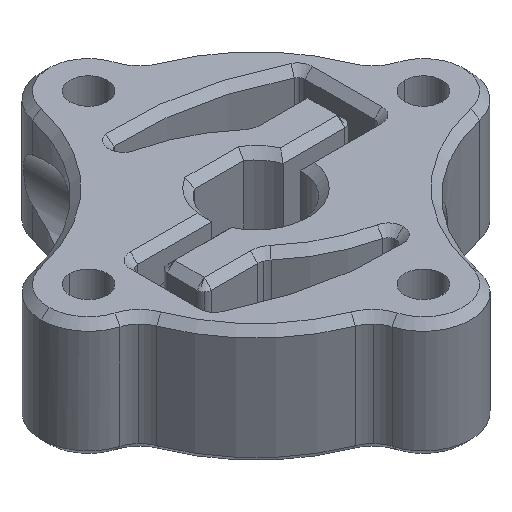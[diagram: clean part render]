
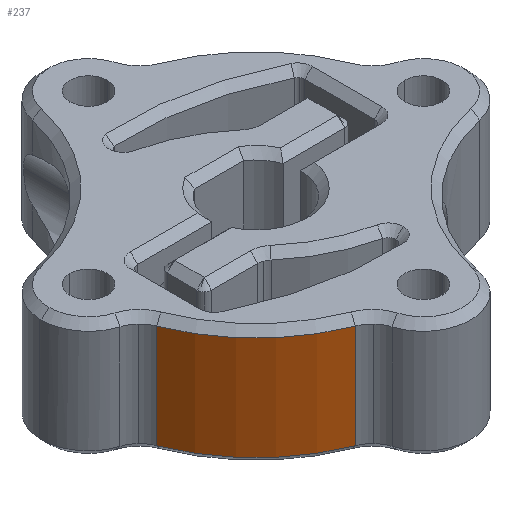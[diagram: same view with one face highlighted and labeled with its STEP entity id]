
A CAD part, isometric view. The second image highlights one B-rep face of the part: STEP entity #237.
In plain terms, the highlighted cylindrical face has radius 11.754 mm (diameter 23.508 mm), a partial arc.
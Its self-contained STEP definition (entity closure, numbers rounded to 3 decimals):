
#237 = ADVANCED_FACE ( 'NONE', ( #4020 ), #728, .T. ) ;
#247 = DIRECTION ( 'NONE',  ( 0., 0., -1. ) ) ;
#433 = DIRECTION ( 'NONE',  ( 0., 0., 1. ) ) ;
#436 = VERTEX_POINT ( 'NONE', #2178 ) ;
#728 = CYLINDRICAL_SURFACE ( 'NONE', #973, 11.754 ) ;
#799 = DIRECTION ( 'NONE',  ( 1., 0., 0. ) ) ;
#854 = AXIS2_PLACEMENT_3D ( 'NONE', #5069, #4237, #1963 ) ;
#973 = AXIS2_PLACEMENT_3D ( 'NONE', #5133, #1150, #5157 ) ;
#989 = CARTESIAN_POINT ( 'NONE',  ( -4.239, -10.963, 0.5 ) ) ;
#1010 = LINE ( 'NONE', #3830, #4476 ) ;
#1150 = DIRECTION ( 'NONE',  ( 0., 0., -1. ) ) ;
#1252 = AXIS2_PLACEMENT_3D ( 'NONE', #4399, #2438, #799 ) ;
#1443 = ORIENTED_EDGE ( 'NONE', *, *, #2978, .T. ) ;
#1927 = CIRCLE ( 'NONE', #854, 11.754 ) ;
#1963 = DIRECTION ( 'NONE',  ( 1., 0., 0. ) ) ;
#2178 = CARTESIAN_POINT ( 'NONE',  ( -10.963, -4.239, 0.5 ) ) ;
#2347 = VERTEX_POINT ( 'NONE', #4313 ) ;
#2438 = DIRECTION ( 'NONE',  ( 0., 0., 1. ) ) ;
#2476 = EDGE_CURVE ( 'NONE', #436, #4165, #4514, .T. ) ;
#2978 = EDGE_CURVE ( 'NONE', #4516, #2347, #1927, .T. ) ;
#3219 = VECTOR ( 'NONE', #433, 1000. ) ;
#3352 = CARTESIAN_POINT ( 'NONE',  ( -4.239, -10.963, 7.5 ) ) ;
#3753 = EDGE_LOOP ( 'NONE', ( #4713, #5070, #4525, #1443 ) ) ;
#3830 = CARTESIAN_POINT ( 'NONE',  ( -4.239, -10.963, 8. ) ) ;
#3938 = CARTESIAN_POINT ( 'NONE',  ( -10.963, -4.239, 8. ) ) ;
#3991 = EDGE_CURVE ( 'NONE', #436, #2347, #4385, .T. ) ;
#4020 = FACE_OUTER_BOUND ( 'NONE', #3753, .T. ) ;
#4123 = EDGE_CURVE ( 'NONE', #4516, #4165, #1010, .T. ) ;
#4165 = VERTEX_POINT ( 'NONE', #989 ) ;
#4237 = DIRECTION ( 'NONE',  ( 0., 0., -1. ) ) ;
#4313 = CARTESIAN_POINT ( 'NONE',  ( -10.963, -4.239, 7.5 ) ) ;
#4385 = LINE ( 'NONE', #3938, #3219 ) ;
#4399 = CARTESIAN_POINT ( 'NONE',  ( 0., 0., 0.5 ) ) ;
#4476 = VECTOR ( 'NONE', #247, 1000. ) ;
#4514 = CIRCLE ( 'NONE', #1252, 11.754 ) ;
#4516 = VERTEX_POINT ( 'NONE', #3352 ) ;
#4525 = ORIENTED_EDGE ( 'NONE', *, *, #4123, .F. ) ;
#4713 = ORIENTED_EDGE ( 'NONE', *, *, #3991, .F. ) ;
#5069 = CARTESIAN_POINT ( 'NONE',  ( 0., 0., 7.5 ) ) ;
#5070 = ORIENTED_EDGE ( 'NONE', *, *, #2476, .T. ) ;
#5133 = CARTESIAN_POINT ( 'NONE',  ( 0., 0., 8. ) ) ;
#5157 = DIRECTION ( 'NONE',  ( -0.963, -0.271, 0. ) ) ;
